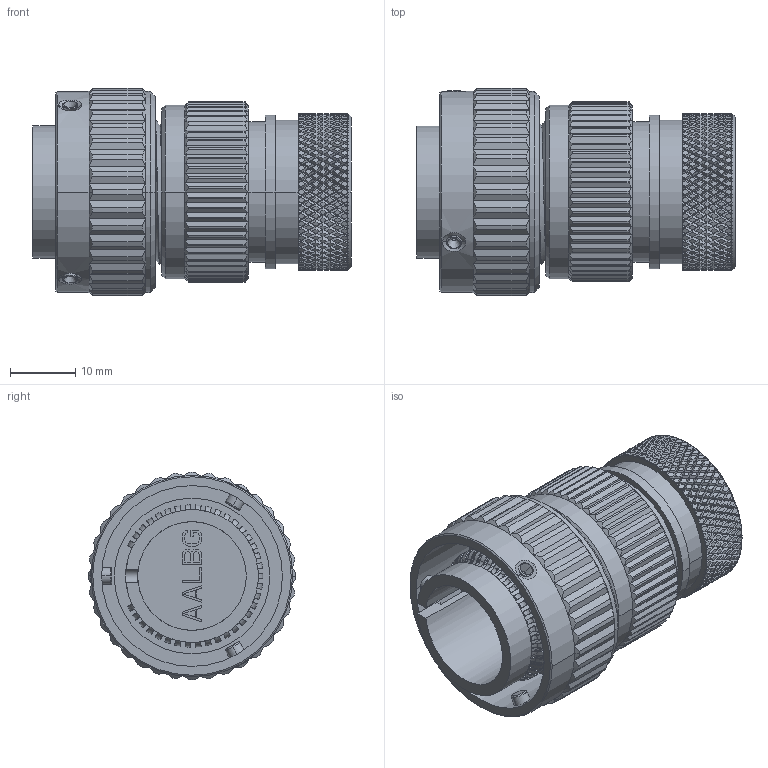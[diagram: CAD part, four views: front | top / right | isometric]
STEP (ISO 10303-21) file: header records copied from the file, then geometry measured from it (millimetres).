
FILE_DESCRIPTION((''),'2;1');
FILE_NAME('VG95234T-16S_SW0001','2023-03-28T13:06:41',('paultorloting'),('NET AG system integration'),'CREO PARAMETRIC BY PTC INC, 2021404','CREO PARAMETRIC BY PTC INC, 2021404','');
FILE_SCHEMA(('AUTOMOTIVE_DESIGN { 1 0 10303 214 1 1 1 1 }'));
Products named in the file (1): VG95234T-16S_SW0001
Bounding box: 48.6 x 31.72 x 31.72 mm (x, y, z)
Volume: 19999.7 mm3; surface area: 10805.9 mm2
Topology: 1 solids, 2 shells, 3885 faces, 9116 edges, 5191 vertices
Faces by surface type: plane 2609, cylinder 685, bspline 531, cone 54, torus 6
Entity records: 147117 total; most frequent: CARTESIAN_POINT 46604, ORIENTED_EDGE 18220, DIRECTION 12610, EDGE_CURVE 9110, VERTEX_POINT 5191, VECTOR 4741, LINE 4741, EDGE_LOOP 3995
